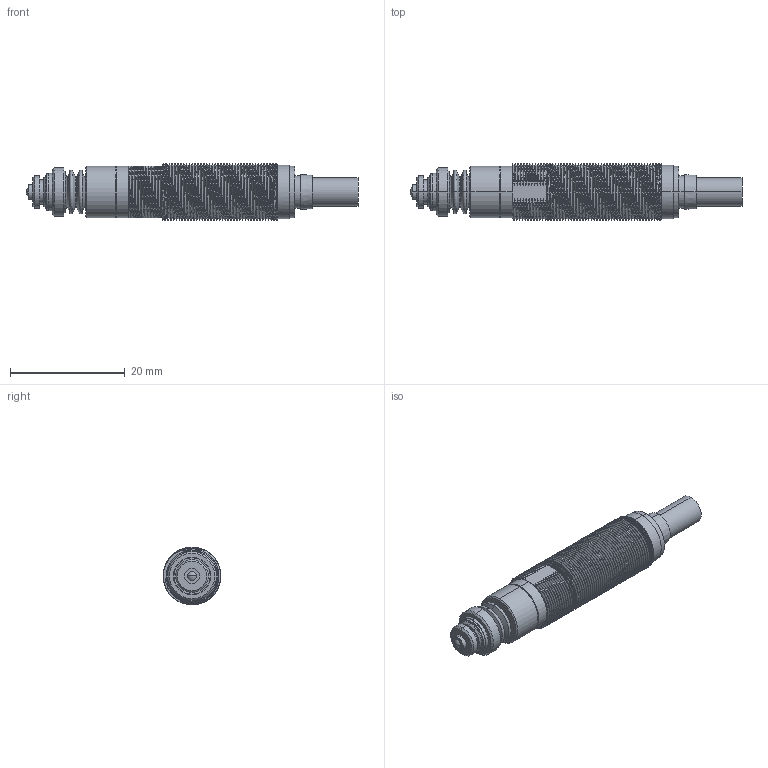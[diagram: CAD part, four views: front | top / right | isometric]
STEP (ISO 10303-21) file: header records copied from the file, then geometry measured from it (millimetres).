
FILE_DESCRIPTION (( 'STEP AP214' ), '1' );
FILE_NAME ('P10DA-AL - 1.STEP', '2018-04-05T13:33:10', ( '' ), ( '' ), 'SwSTEP 2.0', 'SolidWorks 2017', '' );
FILE_SCHEMA (( 'AUTOMOTIVE_DESIGN' ));
Length unit declared in the file: inch
Products named in the file (1): P10DA-AL - 1
Bounding box: 57.8 x 10 x 10 mm (x, y, z)
Volume: 3127.2 mm3; surface area: 2367.1 mm2
Topology: 1 solids, 1 shells, 269 faces, 719 edges, 468 vertices
Faces by surface type: cylinder 135, bspline 75, plane 23, cone 22, torus 12, sphere 2
Entity records: 20537 total; most frequent: CARTESIAN_POINT 14963, ORIENTED_EDGE 1438, DIRECTION 810, EDGE_CURVE 719, VERTEX_POINT 468, AXIS2_PLACEMENT_3D 312, EDGE_LOOP 285, ADVANCED_FACE 269
